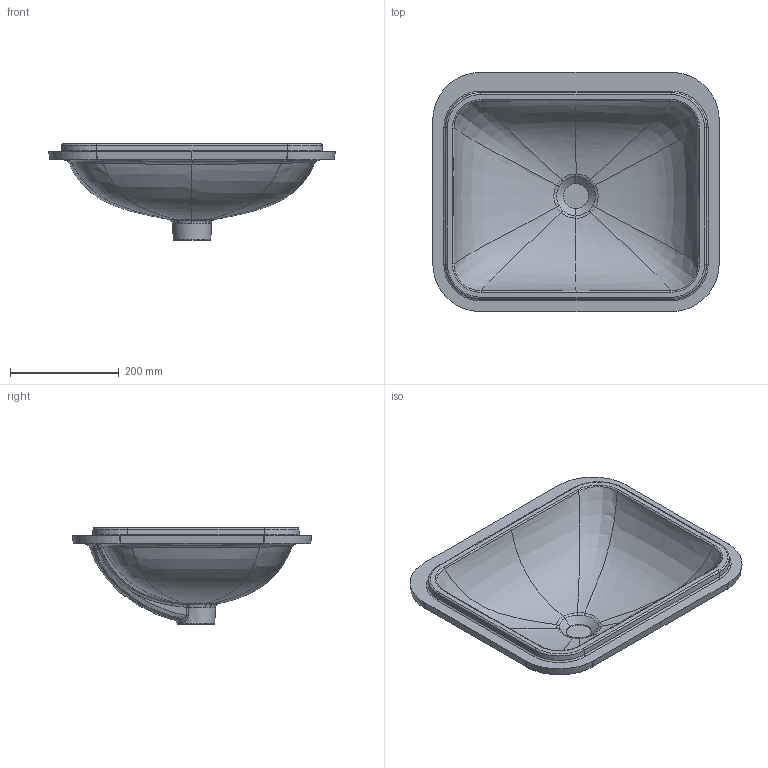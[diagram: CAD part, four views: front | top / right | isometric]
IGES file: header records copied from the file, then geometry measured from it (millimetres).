
Global section: file name: 500761; native system: Autodesk Inventor 2018; preprocessor: unknown; author: JANAN; date: 20201210.133519; units: millimetre
Bounding box: 526.92 x 440.43 x 178 mm (x, y, z)
Volume: 3980369.4 mm3; surface area: 631443.1 mm2
Topology: 1 solids, 1 shells, 142 faces, 335 edges, 199 vertices
Faces by surface type: bspline 142
